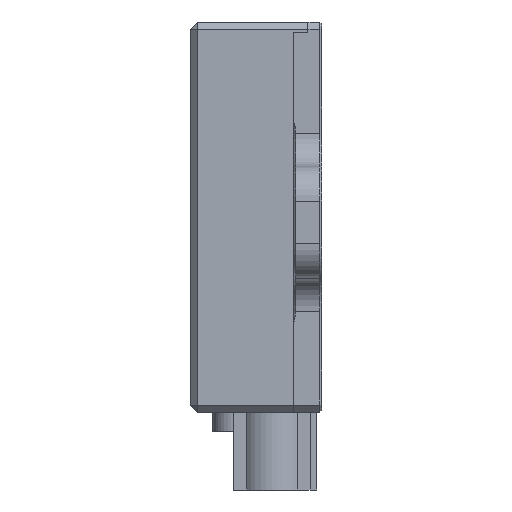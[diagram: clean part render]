
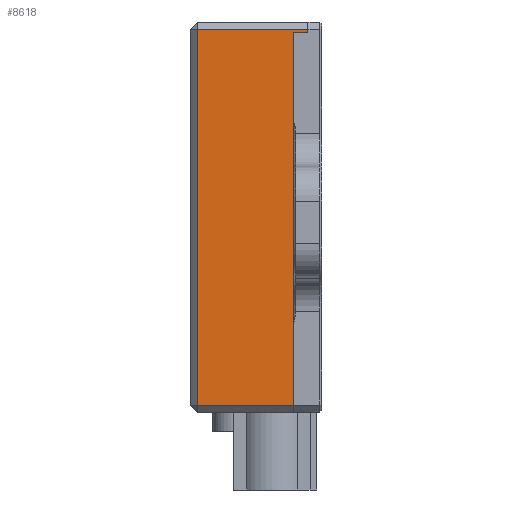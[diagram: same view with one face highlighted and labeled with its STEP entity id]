
A CAD part, left-side view. The second image highlights one B-rep face of the part: STEP entity #8618.
In plain terms, the highlighted face is planar.
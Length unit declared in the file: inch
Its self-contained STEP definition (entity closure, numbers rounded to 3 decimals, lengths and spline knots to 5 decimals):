
#535 = DIRECTION ( 'NONE',  ( 0., -1., 0. ) ) ;
#1071 = CARTESIAN_POINT ( 'NONE',  ( 0., 0.335, -1.014 ) ) ;
#1547 = EDGE_CURVE ( 'NONE', #12713, #11942, #15030, .T. ) ;
#2416 = DIRECTION ( 'NONE',  ( -1., 0., 0. ) ) ;
#2769 = PLANE ( 'NONE',  #10900 ) ;
#3356 = EDGE_CURVE ( 'NONE', #11899, #10224, #10162, .T. ) ;
#3571 = ORIENTED_EDGE ( 'NONE', *, *, #1547, .T. ) ;
#3678 = CARTESIAN_POINT ( 'NONE',  ( 0.03, 0., -1.014 ) ) ;
#3755 = CARTESIAN_POINT ( 'NONE',  ( 0.02, 0.335, -1.014 ) ) ;
#3895 = ORIENTED_EDGE ( 'NONE', *, *, #17794, .T. ) ;
#4412 = VECTOR ( 'NONE', #17773, 39.37008 ) ;
#4496 = DIRECTION ( 'NONE',  ( 1., 0., 0. ) ) ;
#4584 = VECTOR ( 'NONE', #535, 39.37008 ) ;
#5183 = VECTOR ( 'NONE', #2416, 39.37008 ) ;
#5445 = DIRECTION ( 'NONE',  ( 0., 1., 0. ) ) ;
#5515 = CARTESIAN_POINT ( 'NONE',  ( 1.093, 0.315, -1.014 ) ) ;
#6498 = CARTESIAN_POINT ( 'NONE',  ( 0., 0.315, -1.014 ) ) ;
#6533 = VECTOR ( 'NONE', #14960, 39.37008 ) ;
#7820 = DIRECTION ( 'NONE',  ( 0., 0., 1. ) ) ;
#8124 = CARTESIAN_POINT ( 'NONE',  ( 0.02, 0.315, -1.014 ) ) ;
#8364 = CARTESIAN_POINT ( 'NONE',  ( 0.02, 0., -1.014 ) ) ;
#8618 = ADVANCED_FACE ( 'NONE', ( #16367 ), #2769, .F. ) ;
#9142 = CARTESIAN_POINT ( 'NONE',  ( 0., 0., -1.014 ) ) ;
#9198 = VECTOR ( 'NONE', #21188, 39.37008 ) ;
#10162 = LINE ( 'NONE', #9142, #5183 ) ;
#10224 = VERTEX_POINT ( 'NONE', #8364 ) ;
#10900 = AXIS2_PLACEMENT_3D ( 'NONE', #1071, #7820, #4496 ) ;
#10973 = CARTESIAN_POINT ( 'NONE',  ( 1.113, 0.04, -1.014 ) ) ;
#11899 = VERTEX_POINT ( 'NONE', #3678 ) ;
#11942 = VERTEX_POINT ( 'NONE', #5515 ) ;
#12523 = CARTESIAN_POINT ( 'NONE',  ( 0.03, 0.04, -1.014 ) ) ;
#12713 = VERTEX_POINT ( 'NONE', #8124 ) ;
#13062 = ORIENTED_EDGE ( 'NONE', *, *, #21780, .T. ) ;
#14005 = CARTESIAN_POINT ( 'NONE',  ( 0.03, 0.04, -1.014 ) ) ;
#14887 = EDGE_CURVE ( 'NONE', #21717, #15595, #18235, .T. ) ;
#14960 = DIRECTION ( 'NONE',  ( 1., 0., 0. ) ) ;
#15030 = LINE ( 'NONE', #6498, #6533 ) ;
#15120 = ORIENTED_EDGE ( 'NONE', *, *, #14887, .F. ) ;
#15595 = VERTEX_POINT ( 'NONE', #21238 ) ;
#16112 = CARTESIAN_POINT ( 'NONE',  ( 1.093, 0.335, -1.014 ) ) ;
#16367 = FACE_OUTER_BOUND ( 'NONE', #16596, .T. ) ;
#16596 = EDGE_LOOP ( 'NONE', ( #3571, #13062, #15120, #3895, #16841, #16814 ) ) ;
#16610 = VECTOR ( 'NONE', #5445, 39.37008 ) ;
#16814 = ORIENTED_EDGE ( 'NONE', *, *, #20427, .T. ) ;
#16841 = ORIENTED_EDGE ( 'NONE', *, *, #3356, .T. ) ;
#17773 = DIRECTION ( 'NONE',  ( 0., -1., 0. ) ) ;
#17794 = EDGE_CURVE ( 'NONE', #21717, #11899, #18616, .T. ) ;
#17907 = LINE ( 'NONE', #16112, #4412 ) ;
#18235 = LINE ( 'NONE', #10973, #9198 ) ;
#18616 = LINE ( 'NONE', #14005, #4584 ) ;
#20427 = EDGE_CURVE ( 'NONE', #10224, #12713, #21118, .T. ) ;
#21118 = LINE ( 'NONE', #3755, #16610 ) ;
#21188 = DIRECTION ( 'NONE',  ( 1., 0., 0. ) ) ;
#21238 = CARTESIAN_POINT ( 'NONE',  ( 1.093, 0.04, -1.014 ) ) ;
#21717 = VERTEX_POINT ( 'NONE', #12523 ) ;
#21780 = EDGE_CURVE ( 'NONE', #11942, #15595, #17907, .T. ) ;
